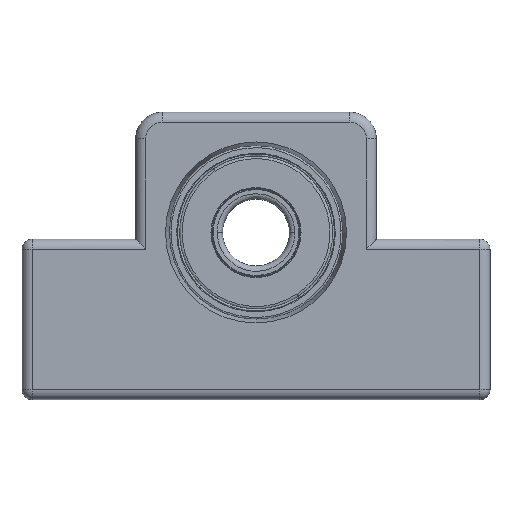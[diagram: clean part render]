
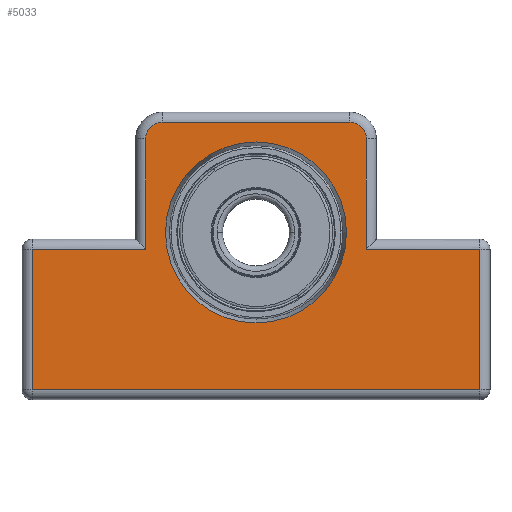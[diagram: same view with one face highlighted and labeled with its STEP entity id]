
A CAD part, top view. The second image highlights one B-rep face of the part: STEP entity #5033.
In plain terms, the highlighted planar face has unit normal (0, 0, 1).
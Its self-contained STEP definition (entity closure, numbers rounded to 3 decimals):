
#94 = EDGE_CURVE ( 'NONE', #6435, #2343, #3405, .T. ) ;
#145 = VERTEX_POINT ( 'NONE', #4860 ) ;
#384 = DIRECTION ( 'NONE',  ( 0., -1., 0. ) ) ;
#452 = CARTESIAN_POINT ( 'NONE',  ( 16.5, 17.5, 10. ) ) ;
#537 = VECTOR ( 'NONE', #641, 1000. ) ;
#572 = DIRECTION ( 'NONE',  ( 0., 0., 1. ) ) ;
#641 = DIRECTION ( 'NONE',  ( -1., 0., 0. ) ) ;
#699 = CARTESIAN_POINT ( 'NONE',  ( -13.536, 3.5, 10. ) ) ;
#715 = CARTESIAN_POINT ( 'NONE',  ( 0., 1., 10. ) ) ;
#757 = CARTESIAN_POINT ( 'NONE',  ( -16.5, 1., 10. ) ) ;
#948 = EDGE_CURVE ( 'NONE', #145, #1573, #1317, .T. ) ;
#1237 = VERTEX_POINT ( 'NONE', #1288 ) ;
#1288 = CARTESIAN_POINT ( 'NONE',  ( -33.5, -20., 10. ) ) ;
#1317 = LINE ( 'NONE', #2768, #6847 ) ;
#1340 = ORIENTED_EDGE ( 'NONE', *, *, #6473, .T. ) ;
#1456 = LINE ( 'NONE', #2025, #5560 ) ;
#1476 = EDGE_LOOP ( 'NONE', ( #4432, #3033, #4096, #3194, #3092, #4969, #1340, #5227, #3761, #4199 ) ) ;
#1515 = DIRECTION ( 'NONE',  ( 0., 0., -1. ) ) ;
#1524 = DIRECTION ( 'NONE',  ( 0., -1., 0. ) ) ;
#1536 = EDGE_CURVE ( 'NONE', #4984, #6435, #4320, .T. ) ;
#1573 = VERTEX_POINT ( 'NONE', #2238 ) ;
#1889 = VECTOR ( 'NONE', #2048, 1000. ) ;
#2025 = CARTESIAN_POINT ( 'NONE',  ( -33.5, 0., 10. ) ) ;
#2035 = DIRECTION ( 'NONE',  ( 0., 0., -1. ) ) ;
#2048 = DIRECTION ( 'NONE',  ( -1., 0., 0. ) ) ;
#2053 = EDGE_CURVE ( 'NONE', #1237, #145, #3563, .T. ) ;
#2203 = DIRECTION ( 'NONE',  ( 1., 0., 0. ) ) ;
#2238 = CARTESIAN_POINT ( 'NONE',  ( 33.5, 1., 10. ) ) ;
#2315 = FACE_BOUND ( 'NONE', #3098, .T. ) ;
#2341 = DIRECTION ( 'NONE',  ( 0., 1., 0. ) ) ;
#2343 = VERTEX_POINT ( 'NONE', #3907 ) ;
#2387 = CARTESIAN_POINT ( 'NONE',  ( -14., 20., 10. ) ) ;
#2615 = CARTESIAN_POINT ( 'NONE',  ( 13.536, 3.5, 10. ) ) ;
#2709 = CARTESIAN_POINT ( 'NONE',  ( 14., 17.5, 10. ) ) ;
#2726 = VECTOR ( 'NONE', #6291, 1000. ) ;
#2746 = VECTOR ( 'NONE', #2341, 1000. ) ;
#2768 = CARTESIAN_POINT ( 'NONE',  ( 33.5, 0., 10. ) ) ;
#2880 = VERTEX_POINT ( 'NONE', #2387 ) ;
#2939 = CARTESIAN_POINT ( 'NONE',  ( 0., 1., 10. ) ) ;
#3003 = EDGE_CURVE ( 'NONE', #2880, #4984, #3474, .T. ) ;
#3033 = ORIENTED_EDGE ( 'NONE', *, *, #1536, .T. ) ;
#3092 = ORIENTED_EDGE ( 'NONE', *, *, #2053, .T. ) ;
#3098 = EDGE_LOOP ( 'NONE', ( #6948, #5622 ) ) ;
#3183 = VERTEX_POINT ( 'NONE', #452 ) ;
#3194 = ORIENTED_EDGE ( 'NONE', *, *, #5251, .T. ) ;
#3209 = AXIS2_PLACEMENT_3D ( 'NONE', #4723, #1515, #5248 ) ;
#3235 = DIRECTION ( 'NONE',  ( -1., 0., 0. ) ) ;
#3258 = EDGE_CURVE ( 'NONE', #3183, #4585, #6563, .T. ) ;
#3405 = LINE ( 'NONE', #715, #537 ) ;
#3474 = CIRCLE ( 'NONE', #4451, 2.5 ) ;
#3563 = LINE ( 'NONE', #5379, #6411 ) ;
#3708 = EDGE_CURVE ( 'NONE', #5500, #5333, #3744, .T. ) ;
#3744 = CIRCLE ( 'NONE', #3209, 13.536 ) ;
#3761 = ORIENTED_EDGE ( 'NONE', *, *, #3258, .T. ) ;
#3791 = CARTESIAN_POINT ( 'NONE',  ( -14., 17.5, 10. ) ) ;
#3907 = CARTESIAN_POINT ( 'NONE',  ( -33.5, 1., 10. ) ) ;
#4096 = ORIENTED_EDGE ( 'NONE', *, *, #94, .T. ) ;
#4163 = CARTESIAN_POINT ( 'NONE',  ( 0., 20., 10. ) ) ;
#4199 = ORIENTED_EDGE ( 'NONE', *, *, #6888, .T. ) ;
#4320 = LINE ( 'NONE', #4732, #5561 ) ;
#4331 = DIRECTION ( 'NONE',  ( -1., 0., 0. ) ) ;
#4424 = VERTEX_POINT ( 'NONE', #6827 ) ;
#4432 = ORIENTED_EDGE ( 'NONE', *, *, #3003, .T. ) ;
#4448 = EDGE_CURVE ( 'NONE', #5333, #5500, #6926, .T. ) ;
#4451 = AXIS2_PLACEMENT_3D ( 'NONE', #3791, #572, #4331 ) ;
#4585 = VERTEX_POINT ( 'NONE', #4880 ) ;
#4677 = EDGE_CURVE ( 'NONE', #4424, #3183, #5565, .T. ) ;
#4717 = LINE ( 'NONE', #2939, #1889 ) ;
#4723 = CARTESIAN_POINT ( 'NONE',  ( 0., 3.5, 10. ) ) ;
#4732 = CARTESIAN_POINT ( 'NONE',  ( -16.5, 0., 10. ) ) ;
#4860 = CARTESIAN_POINT ( 'NONE',  ( 33.5, -20., 10. ) ) ;
#4880 = CARTESIAN_POINT ( 'NONE',  ( 14., 20., 10. ) ) ;
#4917 = CARTESIAN_POINT ( 'NONE',  ( -16.5, 17.5, 10. ) ) ;
#4965 = DIRECTION ( 'NONE',  ( 0., 0., -1. ) ) ;
#4968 = FACE_OUTER_BOUND ( 'NONE', #1476, .T. ) ;
#4969 = ORIENTED_EDGE ( 'NONE', *, *, #948, .T. ) ;
#4984 = VERTEX_POINT ( 'NONE', #4917 ) ;
#4991 = CARTESIAN_POINT ( 'NONE',  ( 0., 0., 10. ) ) ;
#5033 = ADVANCED_FACE ( 'NONE', ( #2315, #4968 ), #5537, .F. ) ;
#5196 = CARTESIAN_POINT ( 'NONE',  ( 0., 3.5, 10. ) ) ;
#5227 = ORIENTED_EDGE ( 'NONE', *, *, #4677, .T. ) ;
#5248 = DIRECTION ( 'NONE',  ( -1., 0., 0. ) ) ;
#5251 = EDGE_CURVE ( 'NONE', #2343, #1237, #1456, .T. ) ;
#5333 = VERTEX_POINT ( 'NONE', #2615 ) ;
#5379 = CARTESIAN_POINT ( 'NONE',  ( 0., -20., 10. ) ) ;
#5500 = VERTEX_POINT ( 'NONE', #699 ) ;
#5522 = CARTESIAN_POINT ( 'NONE',  ( 16.5, 0., 10. ) ) ;
#5537 = PLANE ( 'NONE',  #6511 ) ;
#5560 = VECTOR ( 'NONE', #384, 1000. ) ;
#5561 = VECTOR ( 'NONE', #1524, 1000. ) ;
#5565 = LINE ( 'NONE', #5522, #2746 ) ;
#5622 = ORIENTED_EDGE ( 'NONE', *, *, #3708, .T. ) ;
#5713 = LINE ( 'NONE', #4163, #2726 ) ;
#5759 = DIRECTION ( 'NONE',  ( -1., 0., 0. ) ) ;
#6091 = DIRECTION ( 'NONE',  ( -1., 0., 0. ) ) ;
#6291 = DIRECTION ( 'NONE',  ( -1., 0., 0. ) ) ;
#6411 = VECTOR ( 'NONE', #2203, 1000. ) ;
#6435 = VERTEX_POINT ( 'NONE', #757 ) ;
#6437 = DIRECTION ( 'NONE',  ( 0., 0., 1. ) ) ;
#6473 = EDGE_CURVE ( 'NONE', #1573, #4424, #4717, .T. ) ;
#6511 = AXIS2_PLACEMENT_3D ( 'NONE', #4991, #4965, #6091 ) ;
#6563 = CIRCLE ( 'NONE', #6834, 2.5 ) ;
#6671 = DIRECTION ( 'NONE',  ( 0., 1., 0. ) ) ;
#6693 = AXIS2_PLACEMENT_3D ( 'NONE', #5196, #2035, #5759 ) ;
#6827 = CARTESIAN_POINT ( 'NONE',  ( 16.5, 1., 10. ) ) ;
#6834 = AXIS2_PLACEMENT_3D ( 'NONE', #2709, #6437, #3235 ) ;
#6847 = VECTOR ( 'NONE', #6671, 1000. ) ;
#6888 = EDGE_CURVE ( 'NONE', #4585, #2880, #5713, .T. ) ;
#6926 = CIRCLE ( 'NONE', #6693, 13.536 ) ;
#6948 = ORIENTED_EDGE ( 'NONE', *, *, #4448, .T. ) ;
